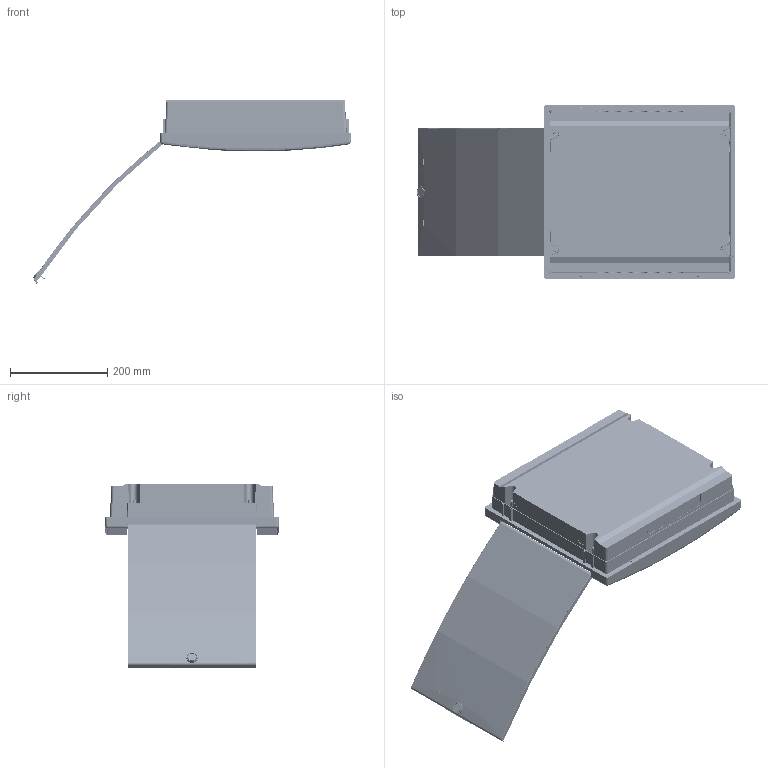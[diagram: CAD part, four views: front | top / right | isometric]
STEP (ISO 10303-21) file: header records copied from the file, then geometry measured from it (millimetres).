
FILE_DESCRIPTION(/* description */ ('Unknown'),/* implementation_level */ '2;1');
FILE_NAME(/* name */ 'ECM_2x18_PO_Media',/* time_stamp */ '2020-05-21T14:44:17+02:00',/* author */ ('Unknown'),/* organization */ ('Unknown'),/* preprocessor_version */ 'ST-DEVELOPER v16.7',/* originating_system */ 'DEX',/* authorisation */ $);
FILE_SCHEMA (('AUTOMOTIVE_DESIGN {1 0 10303 214 3 1 1}'));
Products named in the file (15): ECM_2x18_PO_Media; Front_ECM_2x18; Door_ECM_2x18; Bottom_ECM_2x18; Screw_M4x8; Screw_M4x16; ETI LOGO; Gniazdko; Gniazdko part A; AS-C 4x10; AW-R 4; AN-H 4; Gniazdko part B; AS-C 4x16; PM-PER 2x18 RJ
Assembly tree (23 placements, depth 3):
  ECM_2x18_PO_Media
    Front_ECM_2x18
    Door_ECM_2x18
    Bottom_ECM_2x18
    Screw_M4x8  x4
    Screw_M4x16  x4
    ETI LOGO
    Gniazdko
      Gniazdko part A
      AS-C 4x10  x2
      AW-R 4  x2
      AN-H 4  x2
      Gniazdko part B
      AS-C 4x16
    PM-PER 2x18 RJ
Bounding box: 653.58 x 356.96 x 377.4 mm (x, y, z)
Volume: 1195266.4 mm3; surface area: 1222093 mm2
Topology: 24 solids, 24 shells, 2384 faces, 6795 edges, 4509 vertices
Faces by surface type: plane 1303, cylinder 892, cone 128, torus 27, bspline 18, sphere 16
Full cylindrical faces by diameter (mm): 2.5 x1, 3 x2, 3.242 x2, 3.8 x2, 4 x542, 4.3 x2, 4.7 x1, 4.75 x1, 5 x46, 5.5 x3, 5.6 x1, 8 x10, 9.5 x4, 10 x2, 18 x23, 38 x1
Entity records: 77447 total; most frequent: CARTESIAN_POINT 13502, DIRECTION 11536, ORIENTED_EDGE 10998, EDGE_CURVE 5499, FACE_BOUND 4348, EDGE_LOOP 4346, AXIS2_PLACEMENT_3D 4089, VERTEX_POINT 4083
